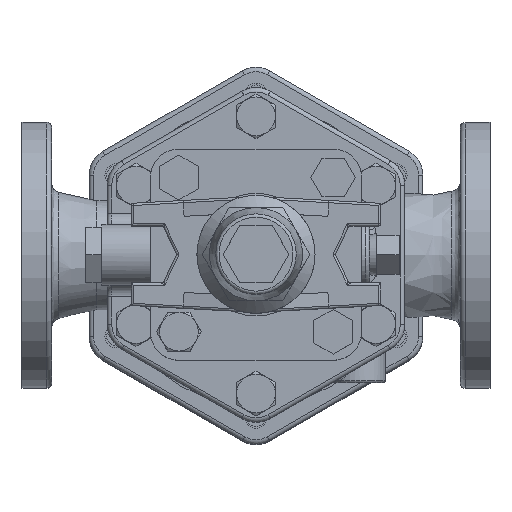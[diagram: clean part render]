
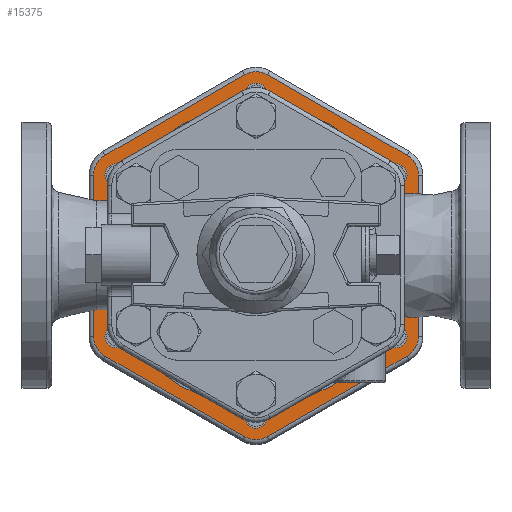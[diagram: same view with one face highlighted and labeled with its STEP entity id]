
A CAD part, top view. The second image highlights one B-rep face of the part: STEP entity #15375.
In plain terms, the highlighted planar face has unit normal (0, 0, 1).
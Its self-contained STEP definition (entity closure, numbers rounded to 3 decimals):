
#502=FACE_BOUND('',#2587,.T.);
#503=FACE_BOUND('',#2588,.T.);
#504=FACE_BOUND('',#2589,.T.);
#505=FACE_BOUND('',#2590,.T.);
#506=FACE_BOUND('',#2591,.T.);
#507=FACE_BOUND('',#2592,.T.);
#508=FACE_BOUND('',#2593,.T.);
#837=PLANE('',#16487);
#1496=FACE_OUTER_BOUND('',#2586,.T.);
#2586=EDGE_LOOP('',(#10885,#10886,#10887,#10888,#10889,#10890,#10891,#10892,
#10893,#10894,#10895,#10896));
#2587=EDGE_LOOP('',(#10897));
#2588=EDGE_LOOP('',(#10898));
#2589=EDGE_LOOP('',(#10899));
#2590=EDGE_LOOP('',(#10900));
#2591=EDGE_LOOP('',(#10901));
#2592=EDGE_LOOP('',(#10902));
#2593=EDGE_LOOP('',(#10903));
#3841=LINE('',#24926,#4668);
#3843=LINE('',#24938,#4670);
#3845=LINE('',#24950,#4672);
#3847=LINE('',#24962,#4674);
#3849=LINE('',#24974,#4676);
#3851=LINE('',#24983,#4678);
#4668=VECTOR('',#18398,71.);
#4670=VECTOR('',#18412,71.);
#4672=VECTOR('',#18426,71.);
#4674=VECTOR('',#18440,71.);
#4676=VECTOR('',#18454,71.);
#4678=VECTOR('',#18466,71.);
#5467=CIRCLE('',#16446,10.012);
#5470=CIRCLE('',#16451,10.012);
#5474=CIRCLE('',#16457,10.012);
#5478=CIRCLE('',#16463,10.012);
#5482=CIRCLE('',#16469,10.012);
#5486=CIRCLE('',#16475,10.012);
#5491=CIRCLE('',#16488,66.279);
#5492=CIRCLE('',#16489,4.188);
#5493=CIRCLE('',#16490,4.188);
#5494=CIRCLE('',#16491,4.188);
#5495=CIRCLE('',#16492,4.188);
#5496=CIRCLE('',#16493,4.188);
#5497=CIRCLE('',#16494,4.188);
#6784=VERTEX_POINT('',#24914);
#6787=VERTEX_POINT('',#24919);
#6789=VERTEX_POINT('',#24924);
#6791=VERTEX_POINT('',#24930);
#6793=VERTEX_POINT('',#24936);
#6795=VERTEX_POINT('',#24942);
#6797=VERTEX_POINT('',#24948);
#6799=VERTEX_POINT('',#24954);
#6801=VERTEX_POINT('',#24960);
#6803=VERTEX_POINT('',#24966);
#6805=VERTEX_POINT('',#24972);
#6807=VERTEX_POINT('',#24978);
#6815=VERTEX_POINT('',#25012);
#6816=VERTEX_POINT('',#25014);
#6817=VERTEX_POINT('',#25016);
#6818=VERTEX_POINT('',#25018);
#6819=VERTEX_POINT('',#25020);
#6820=VERTEX_POINT('',#25022);
#6821=VERTEX_POINT('',#25024);
#8328=EDGE_CURVE('',#6787,#6784,#5467,.T.);
#8330=EDGE_CURVE('',#6789,#6787,#3841,.T.);
#8333=EDGE_CURVE('',#6791,#6789,#5470,.T.);
#8336=EDGE_CURVE('',#6793,#6791,#3843,.T.);
#8339=EDGE_CURVE('',#6795,#6793,#5474,.T.);
#8342=EDGE_CURVE('',#6797,#6795,#3845,.T.);
#8345=EDGE_CURVE('',#6799,#6797,#5478,.T.);
#8348=EDGE_CURVE('',#6801,#6799,#3847,.T.);
#8351=EDGE_CURVE('',#6803,#6801,#5482,.T.);
#8354=EDGE_CURVE('',#6805,#6803,#3849,.T.);
#8357=EDGE_CURVE('',#6807,#6805,#5486,.T.);
#8359=EDGE_CURVE('',#6784,#6807,#3851,.T.);
#8374=EDGE_CURVE('',#6815,#6815,#5491,.T.);
#8375=EDGE_CURVE('',#6816,#6816,#5492,.T.);
#8376=EDGE_CURVE('',#6817,#6817,#5493,.T.);
#8377=EDGE_CURVE('',#6818,#6818,#5494,.T.);
#8378=EDGE_CURVE('',#6819,#6819,#5495,.T.);
#8379=EDGE_CURVE('',#6820,#6820,#5496,.T.);
#8380=EDGE_CURVE('',#6821,#6821,#5497,.T.);
#10885=ORIENTED_EDGE('',*,*,#8328,.F.);
#10886=ORIENTED_EDGE('',*,*,#8330,.F.);
#10887=ORIENTED_EDGE('',*,*,#8333,.F.);
#10888=ORIENTED_EDGE('',*,*,#8336,.F.);
#10889=ORIENTED_EDGE('',*,*,#8339,.F.);
#10890=ORIENTED_EDGE('',*,*,#8342,.F.);
#10891=ORIENTED_EDGE('',*,*,#8345,.F.);
#10892=ORIENTED_EDGE('',*,*,#8348,.F.);
#10893=ORIENTED_EDGE('',*,*,#8351,.F.);
#10894=ORIENTED_EDGE('',*,*,#8354,.F.);
#10895=ORIENTED_EDGE('',*,*,#8357,.F.);
#10896=ORIENTED_EDGE('',*,*,#8359,.F.);
#10897=ORIENTED_EDGE('',*,*,#8374,.F.);
#10898=ORIENTED_EDGE('',*,*,#8375,.T.);
#10899=ORIENTED_EDGE('',*,*,#8376,.T.);
#10900=ORIENTED_EDGE('',*,*,#8377,.T.);
#10901=ORIENTED_EDGE('',*,*,#8378,.T.);
#10902=ORIENTED_EDGE('',*,*,#8379,.T.);
#10903=ORIENTED_EDGE('',*,*,#8380,.T.);
#15375=ADVANCED_FACE('',(#1496,#502,#503,#504,#505,#506,#507,#508),#837,
 .T.);
#16446=AXIS2_PLACEMENT_3D('',#24921,#18392,#18393);
#16451=AXIS2_PLACEMENT_3D('',#24932,#18404,#18405);
#16457=AXIS2_PLACEMENT_3D('',#24944,#18418,#18419);
#16463=AXIS2_PLACEMENT_3D('',#24956,#18432,#18433);
#16469=AXIS2_PLACEMENT_3D('',#24968,#18446,#18447);
#16475=AXIS2_PLACEMENT_3D('',#24980,#18460,#18461);
#16487=AXIS2_PLACEMENT_3D('',#25011,#18496,#18497);
#16488=AXIS2_PLACEMENT_3D('',#25013,#18498,#18499);
#16489=AXIS2_PLACEMENT_3D('',#25015,#18500,#18501);
#16490=AXIS2_PLACEMENT_3D('',#25017,#18502,#18503);
#16491=AXIS2_PLACEMENT_3D('',#25019,#18504,#18505);
#16492=AXIS2_PLACEMENT_3D('',#25021,#18506,#18507);
#16493=AXIS2_PLACEMENT_3D('',#25023,#18508,#18509);
#16494=AXIS2_PLACEMENT_3D('',#25025,#18510,#18511);
#18392=DIRECTION('center_axis',(0.,0.,-1.));
#18393=DIRECTION('ref_axis',(-0.866,0.5,0.));
#18398=DIRECTION('',(0.,1.,0.));
#18404=DIRECTION('center_axis',(0.,0.,-1.));
#18405=DIRECTION('ref_axis',(-0.866,-0.5,0.));
#18412=DIRECTION('',(-0.866,0.5,0.));
#18418=DIRECTION('center_axis',(0.,0.,-1.));
#18419=DIRECTION('ref_axis',(0.,-1.,0.));
#18426=DIRECTION('',(-0.866,-0.5,0.));
#18432=DIRECTION('center_axis',(0.,0.,-1.));
#18433=DIRECTION('ref_axis',(0.866,-0.5,0.));
#18440=DIRECTION('',(0.,-1.,0.));
#18446=DIRECTION('center_axis',(0.,0.,-1.));
#18447=DIRECTION('ref_axis',(0.866,0.5,0.));
#18454=DIRECTION('',(0.866,-0.5,0.));
#18460=DIRECTION('center_axis',(0.,0.,-1.));
#18461=DIRECTION('ref_axis',(0.,1.,0.));
#18466=DIRECTION('',(0.866,0.5,0.));
#18496=DIRECTION('center_axis',(0.,0.,1.));
#18497=DIRECTION('ref_axis',(1.,0.,0.));
#18498=DIRECTION('center_axis',(0.,0.,1.));
#18499=DIRECTION('ref_axis',(-1.,0.,0.));
#18500=DIRECTION('center_axis',(0.,0.,-1.));
#18501=DIRECTION('ref_axis',(1.,0.,0.));
#18502=DIRECTION('center_axis',(0.,0.,-1.));
#18503=DIRECTION('ref_axis',(0.5,0.866,0.));
#18504=DIRECTION('center_axis',(0.,0.,-1.));
#18505=DIRECTION('ref_axis',(-0.5,0.866,0.));
#18506=DIRECTION('center_axis',(0.,0.,-1.));
#18507=DIRECTION('ref_axis',(-1.,0.,0.));
#18508=DIRECTION('center_axis',(0.,0.,-1.));
#18509=DIRECTION('ref_axis',(-0.5,-0.866,0.));
#18510=DIRECTION('center_axis',(0.,0.,-1.));
#18511=DIRECTION('ref_axis',(0.5,-0.866,0.));
#24914=CARTESIAN_POINT('',(-66.494,44.171,17.));
#24919=CARTESIAN_POINT('',(-71.5,35.5,17.));
#24921=CARTESIAN_POINT('Origin',(-61.488,35.5,17.));
#24924=CARTESIAN_POINT('',(-71.5,-35.5,17.));
#24926=CARTESIAN_POINT('',(-71.5,21.218,17.));
#24930=CARTESIAN_POINT('',(-66.494,-44.171,17.));
#24932=CARTESIAN_POINT('Origin',(-61.488,-35.5,17.));
#24936=CARTESIAN_POINT('',(-5.006,-79.671,17.));
#24938=CARTESIAN_POINT('',(-54.125,-51.312,17.));
#24942=CARTESIAN_POINT('',(5.006,-79.671,17.));
#24944=CARTESIAN_POINT('Origin',(0.,-71.,17.));
#24948=CARTESIAN_POINT('',(66.494,-44.171,17.));
#24950=CARTESIAN_POINT('',(17.375,-72.53,17.));
#24954=CARTESIAN_POINT('',(71.5,-35.5,17.));
#24956=CARTESIAN_POINT('Origin',(61.488,-35.5,17.));
#24960=CARTESIAN_POINT('',(71.5,35.5,17.));
#24962=CARTESIAN_POINT('',(71.5,-21.218,17.));
#24966=CARTESIAN_POINT('',(66.494,44.171,17.));
#24968=CARTESIAN_POINT('Origin',(61.488,35.5,17.));
#24972=CARTESIAN_POINT('',(5.006,79.671,17.));
#24974=CARTESIAN_POINT('',(54.125,51.312,17.));
#24978=CARTESIAN_POINT('',(-5.006,79.671,17.));
#24980=CARTESIAN_POINT('Origin',(0.,71.,17.));
#24983=CARTESIAN_POINT('',(-17.375,72.53,17.));
#25011=CARTESIAN_POINT('Origin',(0.,0.,17.));
#25012=CARTESIAN_POINT('',(66.279,0.,17.));
#25013=CARTESIAN_POINT('Origin',(0.,0.,17.));
#25014=CARTESIAN_POINT('',(-57.3,35.5,17.));
#25015=CARTESIAN_POINT('Origin',(-61.488,35.5,17.));
#25016=CARTESIAN_POINT('',(-59.394,-31.873,17.));
#25017=CARTESIAN_POINT('Origin',(-61.488,-35.5,17.));
#25018=CARTESIAN_POINT('',(-2.094,-67.373,17.));
#25019=CARTESIAN_POINT('Origin',(0.,-71.,17.));
#25020=CARTESIAN_POINT('',(57.3,-35.5,17.));
#25021=CARTESIAN_POINT('Origin',(61.488,-35.5,17.));
#25022=CARTESIAN_POINT('',(59.394,31.873,17.));
#25023=CARTESIAN_POINT('Origin',(61.488,35.5,17.));
#25024=CARTESIAN_POINT('',(2.094,67.373,17.));
#25025=CARTESIAN_POINT('Origin',(0.,71.,17.));
